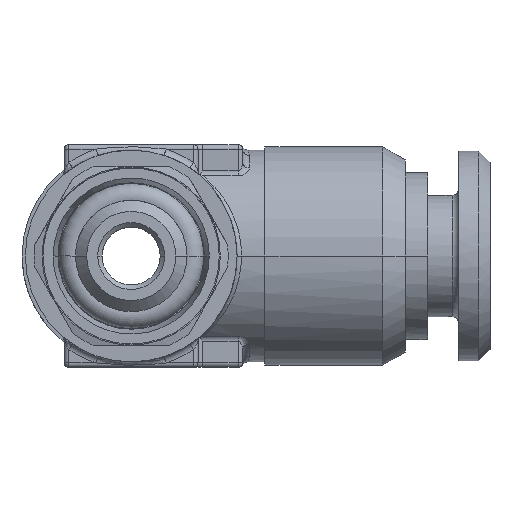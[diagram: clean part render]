
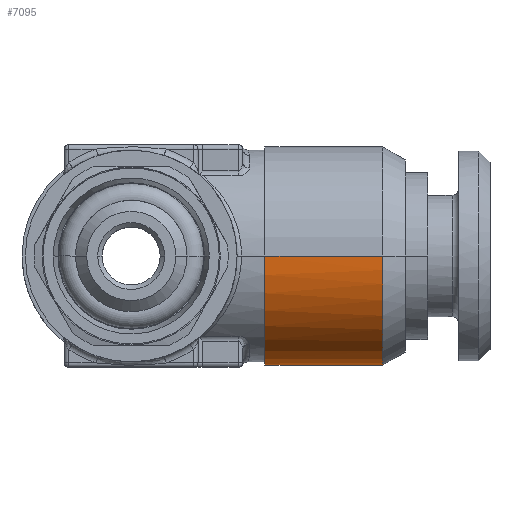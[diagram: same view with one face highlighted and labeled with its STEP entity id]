
A CAD part, left-side view. The second image highlights one B-rep face of the part: STEP entity #7095.
In plain terms, the highlighted cylindrical face has radius 4.9 mm (diameter 9.8 mm), a partial arc.
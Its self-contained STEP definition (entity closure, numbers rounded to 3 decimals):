
#6031=CARTESIAN_POINT('Axis2P3D Location',(0.,-6.,0.)) ;
#6035=CARTESIAN_POINT('Vertex',(4.9,-6.,0.)) ;
#6037=CARTESIAN_POINT('Vertex',(-4.9,-6.,0.)) ;
#7053=CARTESIAN_POINT('Axis2P3D Location',(0.,-12.87,0.)) ;
#7058=CARTESIAN_POINT('Line Origine',(4.9,-12.87,0.)) ;
#7062=CARTESIAN_POINT('Vertex',(4.9,-11.28,0.)) ;
#7066=CARTESIAN_POINT('Control Point',(4.9,-11.28,0.)) ;
#7067=CARTESIAN_POINT('Control Point',(4.9,-11.28,-0.77)) ;
#7068=CARTESIAN_POINT('Control Point',(4.749,-11.28,-1.539)) ;
#7069=CARTESIAN_POINT('Control Point',(4.446,-11.28,-2.269)) ;
#7070=CARTESIAN_POINT('Control Point',(3.572,-11.28,-3.572)) ;
#7071=CARTESIAN_POINT('Control Point',(2.269,-11.28,-4.446)) ;
#7072=CARTESIAN_POINT('Control Point',(1.539,-11.28,-4.749)) ;
#7073=CARTESIAN_POINT('Control Point',(0.,-11.28,-5.051)) ;
#7074=CARTESIAN_POINT('Control Point',(-1.539,-11.28,-4.749)) ;
#7075=CARTESIAN_POINT('Control Point',(-2.269,-11.28,-4.446)) ;
#7076=CARTESIAN_POINT('Control Point',(-3.572,-11.28,-3.572)) ;
#7077=CARTESIAN_POINT('Control Point',(-4.446,-11.28,-2.269)) ;
#7078=CARTESIAN_POINT('Control Point',(-4.749,-11.28,-1.539)) ;
#7079=CARTESIAN_POINT('Control Point',(-4.9,-11.28,-0.77)) ;
#7080=CARTESIAN_POINT('Control Point',(-4.9,-11.28,0.)) ;
#7081=CARTESIAN_POINT('Vertex',(-4.9,-11.28,0.)) ;
#7084=CARTESIAN_POINT('Line Origine',(-4.9,-12.87,0.)) ;
#6032=DIRECTION('Axis2P3D Direction',(0.,1.,0.)) ;
#7054=DIRECTION('Axis2P3D Direction',(-0.,1.,0.)) ;
#7055=DIRECTION('Axis2P3D XDirection',(1.,0.,0.)) ;
#7059=DIRECTION('Vector Direction',(0.,1.,0.)) ;
#7085=DIRECTION('Vector Direction',(0.,1.,0.)) ;
#6033=AXIS2_PLACEMENT_3D('Circle Axis2P3D',#6031,#6032,$) ;
#7056=AXIS2_PLACEMENT_3D('Cylinder Axis2P3D',#7053,#7054,#7055) ;
#7090=ORIENTED_EDGE('',*,*,#7064,.F.) ;
#7091=ORIENTED_EDGE('',*,*,#7083,.T.) ;
#7092=ORIENTED_EDGE('',*,*,#7088,.T.) ;
#7093=ORIENTED_EDGE('',*,*,#6039,.F.) ;
#7060=VECTOR('Line Direction',#7059,1.) ;
#7086=VECTOR('Line Direction',#7085,1.) ;
#7095=ADVANCED_FACE('PR427B-04M5H',(#7094),#7057,.T.) ;
#7065=B_SPLINE_CURVE_WITH_KNOTS('',5,(#7066,#7067,#7068,#7069,#7070,#7071,#7072,#7073,#7074,#7075,#7076,#7077,#7078,#7079,#7080),.UNSPECIFIED.,.F.,.U.,(6,3,3,3,6),(-7.697,-3.848,0.,3.848,7.697),.UNSPECIFIED.) ;
#6034=CIRCLE('generated circle',#6033,4.9) ;
#7057=CYLINDRICAL_SURFACE('generated cylinder',#7056,4.9) ;
#6039=EDGE_CURVE('',#6036,#6038,#6034,.T.) ;
#7064=EDGE_CURVE('',#7063,#6036,#7061,.T.) ;
#7083=EDGE_CURVE('',#7063,#7082,#7065,.T.) ;
#7088=EDGE_CURVE('',#7082,#6038,#7087,.T.) ;
#7089=EDGE_LOOP('',(#7090,#7091,#7092,#7093)) ;
#7094=FACE_OUTER_BOUND('',#7089,.T.) ;
#7061=LINE('Line',#7058,#7060) ;
#7087=LINE('Line',#7084,#7086) ;
#6036=VERTEX_POINT('',#6035) ;
#6038=VERTEX_POINT('',#6037) ;
#7063=VERTEX_POINT('',#7062) ;
#7082=VERTEX_POINT('',#7081) ;
